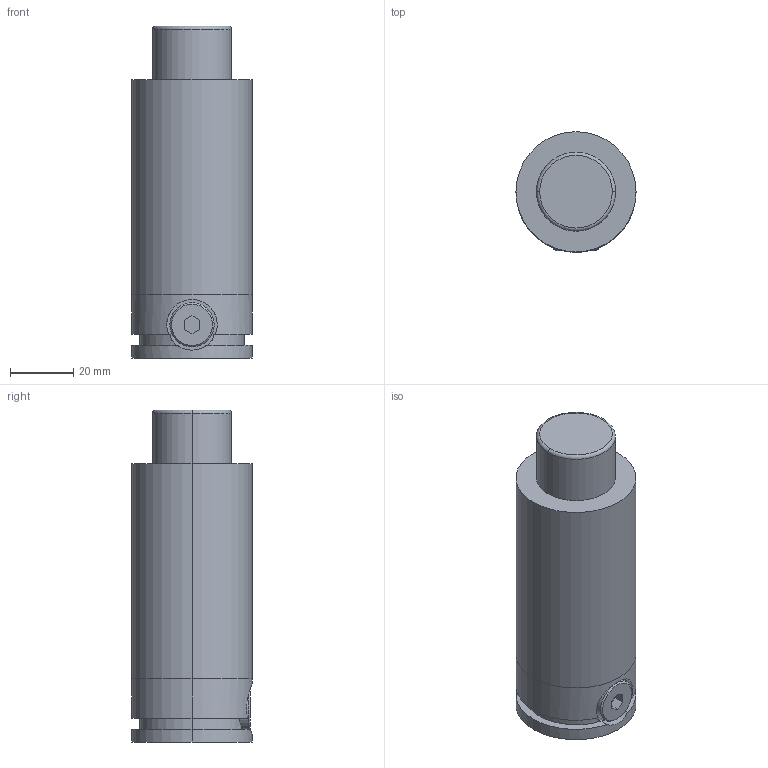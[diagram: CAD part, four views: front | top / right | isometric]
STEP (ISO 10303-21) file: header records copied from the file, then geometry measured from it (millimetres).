
FILE_DESCRIPTION (( 'STEP AP203' ), '1' );
FILE_NAME ('OL 01000_015 K.step', '2018-11-28T21:25:56', ( '' ), ( '' ), 'SwSTEP 2.0', 'SolidWorks 2016', '' );
FILE_SCHEMA (( 'CONFIG_CONTROL_DESIGN' ));
Length unit declared in the file: millimetre
Products named in the file (1): OL 01000_015 K
Bounding box: 38 x 38 x 105 mm (x, y, z)
Volume: 105431.5 mm3; surface area: 16056.9 mm2
Topology: 1 solids, 1 shells, 84 faces, 199 edges, 119 vertices
Faces by surface type: cylinder 30, plane 30, cone 22, torus 2
Entity records: 2487 total; most frequent: CARTESIAN_POINT 475, DIRECTION 427, ORIENTED_EDGE 378, EDGE_CURVE 189, AXIS2_PLACEMENT_3D 158, VERTEX_POINT 119, VECTOR 111, LINE 111
